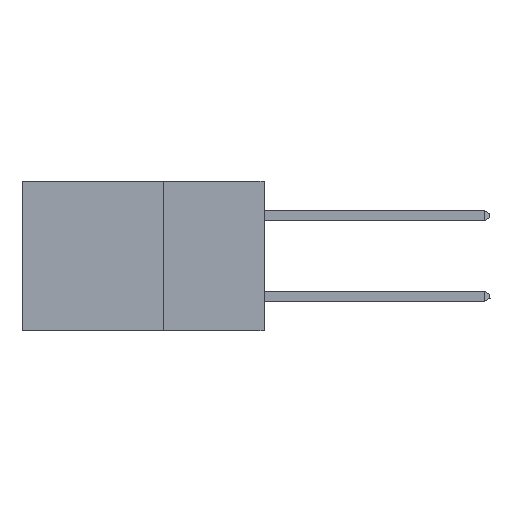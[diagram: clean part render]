
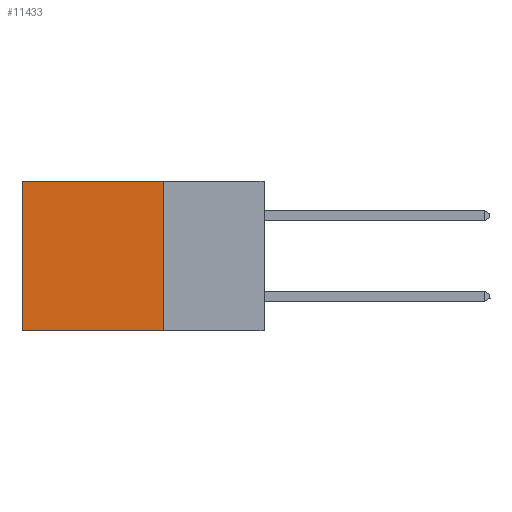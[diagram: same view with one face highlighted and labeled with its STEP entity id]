
A CAD part, left-side view. The second image highlights one B-rep face of the part: STEP entity #11433.
In plain terms, the highlighted planar face has unit normal (-1, 0, 0).
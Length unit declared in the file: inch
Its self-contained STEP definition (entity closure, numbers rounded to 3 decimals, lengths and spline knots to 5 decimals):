
#164 = ORIENTED_EDGE ( 'NONE', *, *, #26769, .T. ) ;
#1114 = DIRECTION ( 'NONE',  ( 0., 1., 0. ) ) ;
#1566 = DIRECTION ( 'NONE',  ( 0., 0., -1. ) ) ;
#3172 = LINE ( 'NONE', #14248, #27187 ) ;
#3492 = CARTESIAN_POINT ( 'NONE',  ( 0.298, 0.25, -0.37 ) ) ;
#4044 = EDGE_CURVE ( 'NONE', #15084, #10641, #19701, .T. ) ;
#4775 = DIRECTION ( 'NONE',  ( 0., 0., -1. ) ) ;
#10641 = VERTEX_POINT ( 'NONE', #28681 ) ;
#10960 = VECTOR ( 'NONE', #1114, 39.37008 ) ;
#11433 = ADVANCED_FACE ( 'NONE', ( #28862 ), #13443, .F. ) ;
#11989 = CARTESIAN_POINT ( 'NONE',  ( 0.298, 0.6, -0.37 ) ) ;
#12679 = VERTEX_POINT ( 'NONE', #28879 ) ;
#13443 = PLANE ( 'NONE',  #25070 ) ;
#13808 = ORIENTED_EDGE ( 'NONE', *, *, #4044, .F. ) ;
#14248 = CARTESIAN_POINT ( 'NONE',  ( 0.298, 0.6, 0. ) ) ;
#15084 = VERTEX_POINT ( 'NONE', #25458 ) ;
#15162 = VERTEX_POINT ( 'NONE', #11989 ) ;
#15750 = DIRECTION ( 'NONE',  ( 1., 0., 0. ) ) ;
#16424 = CARTESIAN_POINT ( 'NONE',  ( 0.298, 0.25, 0. ) ) ;
#16961 = VECTOR ( 'NONE', #18736, 39.37008 ) ;
#18736 = DIRECTION ( 'NONE',  ( 0., 1., 0. ) ) ;
#19529 = EDGE_CURVE ( 'NONE', #10641, #15162, #23208, .T. ) ;
#19701 = LINE ( 'NONE', #20528, #25786 ) ;
#20218 = DIRECTION ( 'NONE',  ( 0., 0., -1. ) ) ;
#20528 = CARTESIAN_POINT ( 'NONE',  ( 0.298, 0.25, 0. ) ) ;
#20937 = ORIENTED_EDGE ( 'NONE', *, *, #28113, .T. ) ;
#22838 = ORIENTED_EDGE ( 'NONE', *, *, #19529, .F. ) ;
#23208 = LINE ( 'NONE', #3492, #10960 ) ;
#25070 = AXIS2_PLACEMENT_3D ( 'NONE', #27112, #15750, #1566 ) ;
#25458 = CARTESIAN_POINT ( 'NONE',  ( 0.298, 0.25, 0. ) ) ;
#25786 = VECTOR ( 'NONE', #20218, 39.37008 ) ;
#25912 = EDGE_LOOP ( 'NONE', ( #20937, #22838, #13808, #164 ) ) ;
#26769 = EDGE_CURVE ( 'NONE', #15084, #12679, #29002, .T. ) ;
#27112 = CARTESIAN_POINT ( 'NONE',  ( 0.298, 0.25, 0. ) ) ;
#27187 = VECTOR ( 'NONE', #4775, 39.37008 ) ;
#28113 = EDGE_CURVE ( 'NONE', #12679, #15162, #3172, .T. ) ;
#28681 = CARTESIAN_POINT ( 'NONE',  ( 0.298, 0.25, -0.37 ) ) ;
#28862 = FACE_OUTER_BOUND ( 'NONE', #25912, .T. ) ;
#28879 = CARTESIAN_POINT ( 'NONE',  ( 0.298, 0.6, 0. ) ) ;
#29002 = LINE ( 'NONE', #16424, #16961 ) ;
